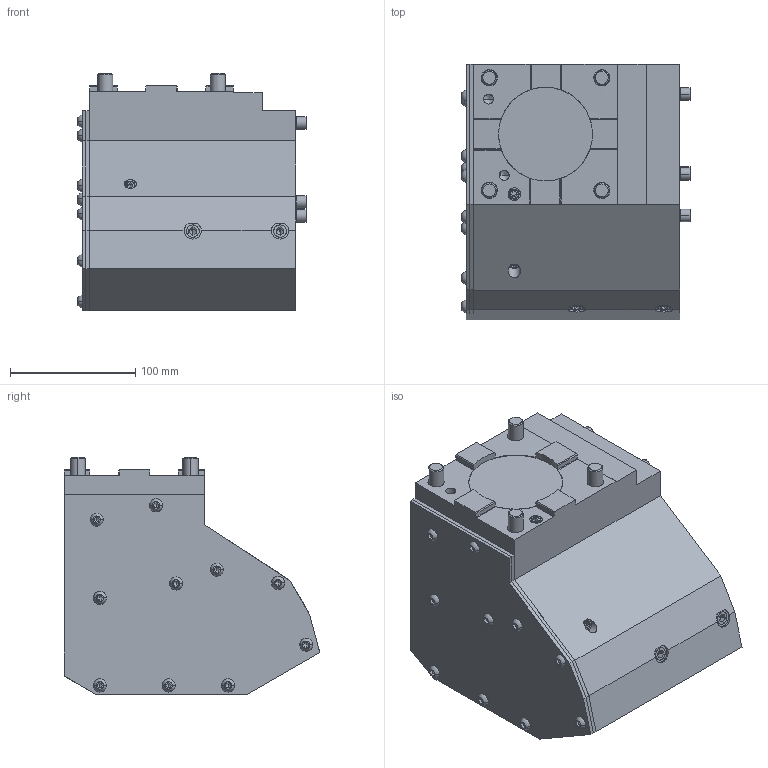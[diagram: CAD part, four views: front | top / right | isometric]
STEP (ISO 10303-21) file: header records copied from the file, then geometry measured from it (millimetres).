
FILE_DESCRIPTION (( 'STEP AP203' ), '1' );
FILE_NAME ('04-1162.STEP', '2023-11-21T22:18:28', ( '' ), ( '' ), 'SwSTEP 2.0', 'SolidWorks 2022', '' );
FILE_SCHEMA (( 'CONFIG_CONTROL_DESIGN' ));
Length unit declared in the file: inch
Products named in the file (1): 04-1162
Bounding box: 182.3 x 204.39 x 190 mm (x, y, z)
Surface area: 361882.9 mm2 (no closed solid volume)
Topology: 0 solids, 75 shells, 930 faces, 2502 edges, 1598 vertices
Faces by surface type: plane 499, cone 199, cylinder 188, bspline 24, torus 20
Entity records: 39826 total; most frequent: CARTESIAN_POINT 17405, DIRECTION 4511, ORIENTED_EDGE 4481, EDGE_CURVE 2407, AXIS2_PLACEMENT_3D 1622, VERTEX_POINT 1597, LINE 1267, VECTOR 1267
